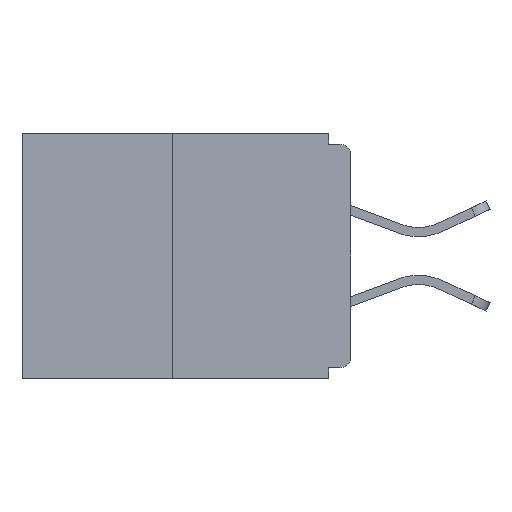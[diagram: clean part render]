
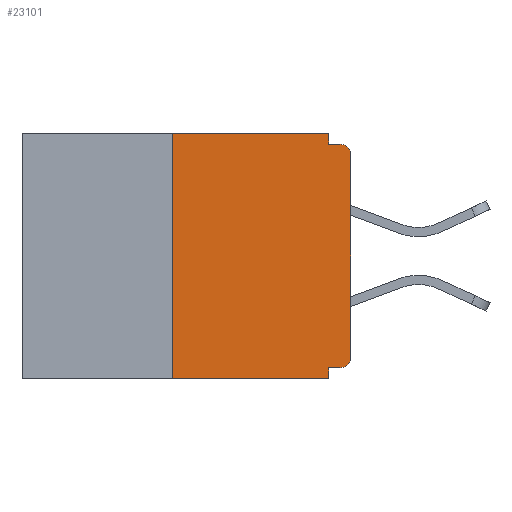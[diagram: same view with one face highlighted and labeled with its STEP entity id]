
A CAD part, left-side view. The second image highlights one B-rep face of the part: STEP entity #23101.
In plain terms, the highlighted planar face has unit normal (-1, 0, 0).
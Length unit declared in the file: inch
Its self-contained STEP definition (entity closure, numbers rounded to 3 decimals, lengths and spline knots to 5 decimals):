
#525 = VECTOR ( 'NONE', #18946, 39.37008 ) ;
#533 = CARTESIAN_POINT ( 'NONE',  ( 0., 0.25, 0. ) ) ;
#1549 = ORIENTED_EDGE ( 'NONE', *, *, #26989, .T. ) ;
#1565 = LINE ( 'NONE', #20638, #17790 ) ;
#1846 = ORIENTED_EDGE ( 'NONE', *, *, #17504, .F. ) ;
#2158 = LINE ( 'NONE', #29335, #18792 ) ;
#2614 = LINE ( 'NONE', #22991, #28660 ) ;
#3344 = DIRECTION ( 'NONE',  ( 0., 1., 0. ) ) ;
#3668 = CARTESIAN_POINT ( 'NONE',  ( 0., 0., 0. ) ) ;
#3846 = EDGE_CURVE ( 'NONE', #29275, #8539, #2158, .T. ) ;
#3909 = VERTEX_POINT ( 'NONE', #5373 ) ;
#3926 = AXIS2_PLACEMENT_3D ( 'NONE', #30947, #31159, #25957 ) ;
#4519 = CIRCLE ( 'NONE', #7394, 0.015 ) ;
#5372 = EDGE_CURVE ( 'NONE', #24813, #3909, #17161, .T. ) ;
#5373 = CARTESIAN_POINT ( 'NONE',  ( 0., 0., -0.313 ) ) ;
#5756 = VECTOR ( 'NONE', #25544, 39.37008 ) ;
#6091 = CARTESIAN_POINT ( 'NONE',  ( 0., 0.031, -0.015 ) ) ;
#6341 = CARTESIAN_POINT ( 'NONE',  ( 0., 0., -0.015 ) ) ;
#6385 = VECTOR ( 'NONE', #10479, 39.37008 ) ;
#6900 = CARTESIAN_POINT ( 'NONE',  ( 0., 0.015, -0.328 ) ) ;
#7394 = AXIS2_PLACEMENT_3D ( 'NONE', #10532, #12795, #20062 ) ;
#8252 = CARTESIAN_POINT ( 'NONE',  ( 0., 0.25, -0.343 ) ) ;
#8539 = VERTEX_POINT ( 'NONE', #6091 ) ;
#8605 = CARTESIAN_POINT ( 'NONE',  ( 0., 0.031, -0.343 ) ) ;
#8693 = VERTEX_POINT ( 'NONE', #11507 ) ;
#8799 = CARTESIAN_POINT ( 'NONE',  ( 0., 0.031, 0. ) ) ;
#9653 = VECTOR ( 'NONE', #25410, 39.37008 ) ;
#10479 = DIRECTION ( 'NONE',  ( 0., -1., 0. ) ) ;
#10532 = CARTESIAN_POINT ( 'NONE',  ( 0., 0.015, -0.03 ) ) ;
#11107 = LINE ( 'NONE', #6341, #5756 ) ;
#11507 = CARTESIAN_POINT ( 'NONE',  ( 0., 0., -0.03 ) ) ;
#11640 = CARTESIAN_POINT ( 'NONE',  ( 0., 0.031, -0.328 ) ) ;
#12250 = LINE ( 'NONE', #16733, #525 ) ;
#12270 = ORIENTED_EDGE ( 'NONE', *, *, #21078, .T. ) ;
#12386 = LINE ( 'NONE', #8605, #24131 ) ;
#12795 = DIRECTION ( 'NONE',  ( -1., 0., 0. ) ) ;
#13000 = ORIENTED_EDGE ( 'NONE', *, *, #14229, .T. ) ;
#13027 = ORIENTED_EDGE ( 'NONE', *, *, #17341, .F. ) ;
#13630 = VERTEX_POINT ( 'NONE', #8252 ) ;
#14229 = EDGE_CURVE ( 'NONE', #3909, #8693, #19789, .T. ) ;
#14860 = EDGE_LOOP ( 'NONE', ( #13027, #20454, #1549, #1846, #21229, #18471, #13000, #12270, #26310, #21232 ) ) ;
#15392 = EDGE_CURVE ( 'NONE', #24813, #20021, #1565, .T. ) ;
#16733 = CARTESIAN_POINT ( 'NONE',  ( 0., 0.25, 0. ) ) ;
#17161 = CIRCLE ( 'NONE', #3926, 0.015 ) ;
#17341 = EDGE_CURVE ( 'NONE', #24964, #29275, #2614, .T. ) ;
#17504 = EDGE_CURVE ( 'NONE', #20021, #21139, #12386, .T. ) ;
#17790 = VECTOR ( 'NONE', #3344, 39.37008 ) ;
#18240 = DIRECTION ( 'NONE',  ( 0., -1., 0. ) ) ;
#18471 = ORIENTED_EDGE ( 'NONE', *, *, #5372, .T. ) ;
#18569 = CARTESIAN_POINT ( 'NONE',  ( 0., 0.46, 0. ) ) ;
#18733 = FACE_OUTER_BOUND ( 'NONE', #14860, .T. ) ;
#18792 = VECTOR ( 'NONE', #20109, 39.37008 ) ;
#18946 = DIRECTION ( 'NONE',  ( 0., 0., 1. ) ) ;
#19789 = LINE ( 'NONE', #3668, #9653 ) ;
#20013 = CARTESIAN_POINT ( 'NONE',  ( 0., 0.46, -0.343 ) ) ;
#20021 = VERTEX_POINT ( 'NONE', #11640 ) ;
#20062 = DIRECTION ( 'NONE',  ( 0., 0., -1. ) ) ;
#20109 = DIRECTION ( 'NONE',  ( 0., 0., -1. ) ) ;
#20454 = ORIENTED_EDGE ( 'NONE', *, *, #24296, .F. ) ;
#20638 = CARTESIAN_POINT ( 'NONE',  ( 0., 0., -0.328 ) ) ;
#20971 = DIRECTION ( 'NONE',  ( 0., 0., -1. ) ) ;
#21078 = EDGE_CURVE ( 'NONE', #8693, #30997, #4519, .T. ) ;
#21139 = VERTEX_POINT ( 'NONE', #22934 ) ;
#21229 = ORIENTED_EDGE ( 'NONE', *, *, #15392, .F. ) ;
#21232 = ORIENTED_EDGE ( 'NONE', *, *, #3846, .F. ) ;
#22141 = CARTESIAN_POINT ( 'NONE',  ( 0., 0.015, -0.015 ) ) ;
#22934 = CARTESIAN_POINT ( 'NONE',  ( 0., 0.031, -0.343 ) ) ;
#22991 = CARTESIAN_POINT ( 'NONE',  ( 0., 0.46, 0. ) ) ;
#23101 = ADVANCED_FACE ( 'NONE', ( #18733 ), #30813, .F. ) ;
#24131 = VECTOR ( 'NONE', #25469, 39.37008 ) ;
#24296 = EDGE_CURVE ( 'NONE', #13630, #24964, #12250, .T. ) ;
#24781 = EDGE_CURVE ( 'NONE', #8539, #30997, #11107, .T. ) ;
#24813 = VERTEX_POINT ( 'NONE', #6900 ) ;
#24964 = VERTEX_POINT ( 'NONE', #533 ) ;
#25410 = DIRECTION ( 'NONE',  ( 0., 0., 1. ) ) ;
#25469 = DIRECTION ( 'NONE',  ( 0., 0., -1. ) ) ;
#25544 = DIRECTION ( 'NONE',  ( 0., -1., 0. ) ) ;
#25957 = DIRECTION ( 'NONE',  ( 0., 0., -1. ) ) ;
#26310 = ORIENTED_EDGE ( 'NONE', *, *, #24781, .F. ) ;
#26989 = EDGE_CURVE ( 'NONE', #13630, #21139, #29059, .T. ) ;
#28490 = DIRECTION ( 'NONE',  ( 1., 0., 0. ) ) ;
#28660 = VECTOR ( 'NONE', #18240, 39.37008 ) ;
#29059 = LINE ( 'NONE', #20013, #6385 ) ;
#29275 = VERTEX_POINT ( 'NONE', #8799 ) ;
#29335 = CARTESIAN_POINT ( 'NONE',  ( 0., 0.031, 0. ) ) ;
#30668 = AXIS2_PLACEMENT_3D ( 'NONE', #18569, #28490, #20971 ) ;
#30813 = PLANE ( 'NONE',  #30668 ) ;
#30947 = CARTESIAN_POINT ( 'NONE',  ( 0., 0.015, -0.313 ) ) ;
#30997 = VERTEX_POINT ( 'NONE', #22141 ) ;
#31159 = DIRECTION ( 'NONE',  ( -1., 0., 0. ) ) ;
